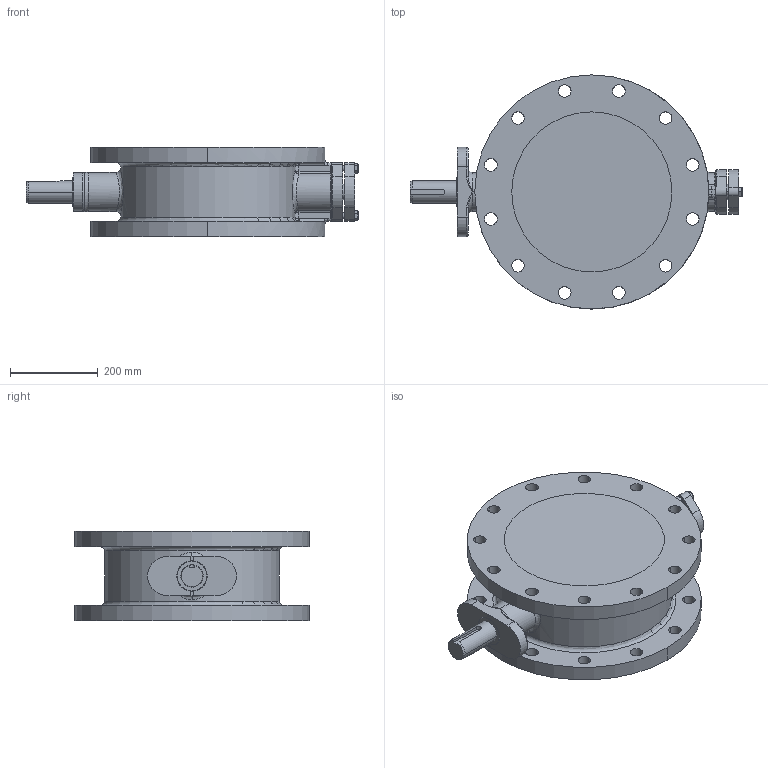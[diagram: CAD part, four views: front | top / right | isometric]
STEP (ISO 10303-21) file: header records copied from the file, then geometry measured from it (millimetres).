
FILE_DESCRIPTION((''),'2;1');
FILE_NAME('A2014_SW0001','2020-08-28T09:51:56',('tomb'),(''),'CREO PARAMETRIC BY PTC INC, 2020053','CREO PARAMETRIC BY PTC INC, 2020053','');
FILE_SCHEMA(('CONFIG_CONTROL_DESIGN'));
Length unit declared in the file: inch
Products named in the file (1): A2014_SW0001
Bounding box: 756.58 x 533.4 x 203.2 mm (x, y, z)
Volume: 14687556.6 mm3; surface area: 1717417 mm2
Topology: 1 solids, 1 shells, 289 faces, 711 edges, 440 vertices
Faces by surface type: cylinder 132, plane 72, bspline 32, cone 31, torus 22
Entity records: 11702 total; most frequent: CARTESIAN_POINT 4849, ORIENTED_EDGE 1422, DIRECTION 1419, EDGE_CURVE 711, AXIS2_PLACEMENT_3D 577, VERTEX_POINT 440, EDGE_LOOP 357, CIRCLE 320
